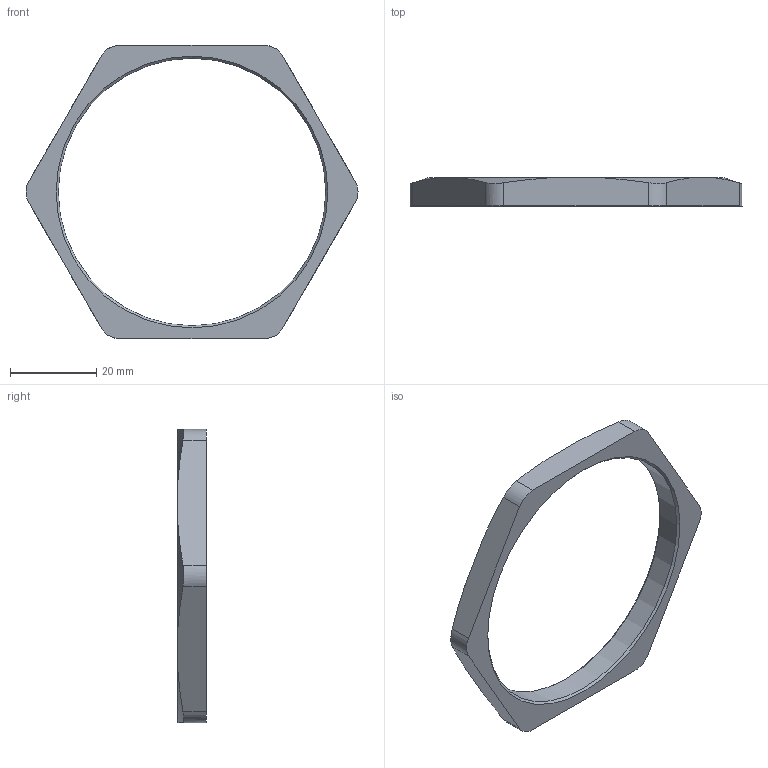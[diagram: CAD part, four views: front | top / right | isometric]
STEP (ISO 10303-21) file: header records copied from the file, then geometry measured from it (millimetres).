
FILE_DESCRIPTION(/* description */ (''),/* implementation_level */ '2;1');
FILE_NAME(/* name */ '',/* time_stamp */ '2025-08-13T15:56:13+07:00',/* author */ ('zeta-86'),/* organization */ (''),/* preprocessor_version */ 'ST-DEVELOPER v19.2',/* originating_system */ 'Autodesk Inventor 2024',/* authorisation */ '');
FILE_SCHEMA (('AUTOMOTIVE_DESIGN { 1 0 10303 214 3 1 1 }'));
Length unit declared in the file: millimetre
Products named in the file (1): Гайка ГП M16x1,5
Bounding box: 76.97 x 6.5 x 68 mm (x, y, z)
Volume: 6169.6 mm3; surface area: 4528 mm2
Topology: 1 solids, 1 shells, 23 faces, 61 edges, 40 vertices
Faces by surface type: cone 8, plane 8, cylinder 7
Full cylindrical faces by diameter (mm): 62 x1
Entity records: 792 total; most frequent: CARTESIAN_POINT 203, ORIENTED_EDGE 122, DIRECTION 107, EDGE_CURVE 61, VERTEX_POINT 40, AXIS2_PLACEMENT_3D 40, LINE 27, VECTOR 27
